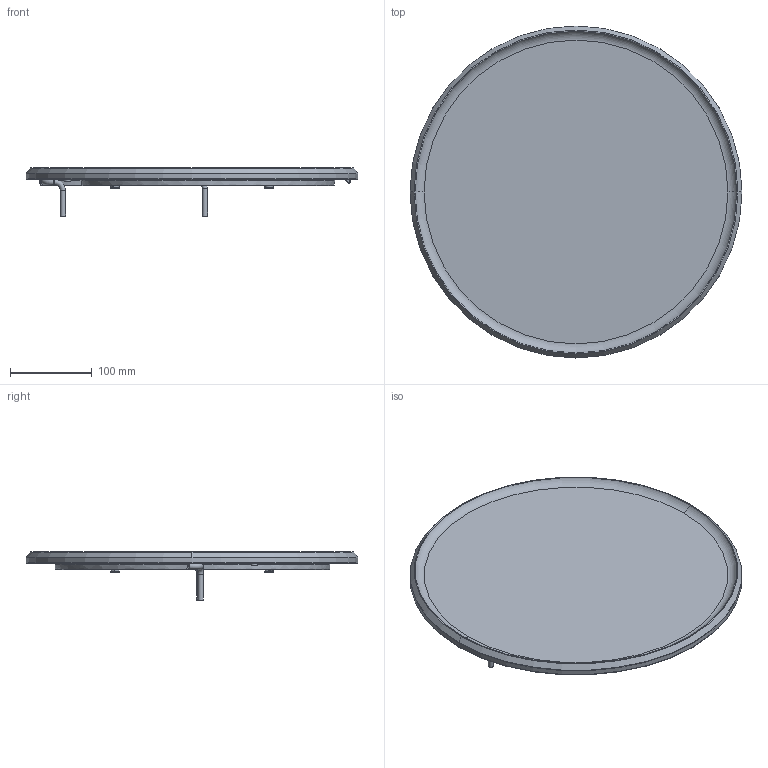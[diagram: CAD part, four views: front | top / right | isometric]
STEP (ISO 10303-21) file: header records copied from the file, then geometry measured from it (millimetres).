
FILE_DESCRIPTION(/* description */ (''),/* implementation_level */ '2;1');
FILE_NAME(/* name */ 'SG-2000-CP-20181219.stp',/* time_stamp */ '2019-05-10T16:07:50+08:00',/* author */ (''),/* organization */ (''),/* preprocessor_version */ 'ST-DEVELOPER v16.7',/* originating_system */ 'SIEMENS PLM Software NX 1859',/* authorisation */ '');
FILE_SCHEMA (('AP203_CONFIGURATION_CONTROLLED_3D_DESIGN_OF_MECHANICAL_PARTS_AND_ASSEMBLIES_MIM_LF { 1 0 10303 403 2 1 2}'));
Length unit declared in the file: millimetre
Products named in the file (1): HZK-62A816FF9sxg
Bounding box: 406.4 x 406.4 x 58.84 mm (x, y, z)
Volume: 969228.8 mm3; surface area: 380114 mm2
Topology: 2 solids, 2 shells, 399 faces, 971 edges, 598 vertices
Faces by surface type: plane 178, cylinder 84, bspline 76, torus 32, cone 14, extrusion 10, sphere 5
Full cylindrical faces by diameter (mm): 4.475 x2, 6.568 x3, 7.956 x1, 8.752 x1, 406.4 x1
Entity records: 29679 total; most frequent: CARTESIAN_POINT 20814, ORIENTED_EDGE 1876, DIRECTION 1684, EDGE_CURVE 938, AXIS2_PLACEMENT_3D 598, VERTEX_POINT 593, VECTOR 488, LINE 478
